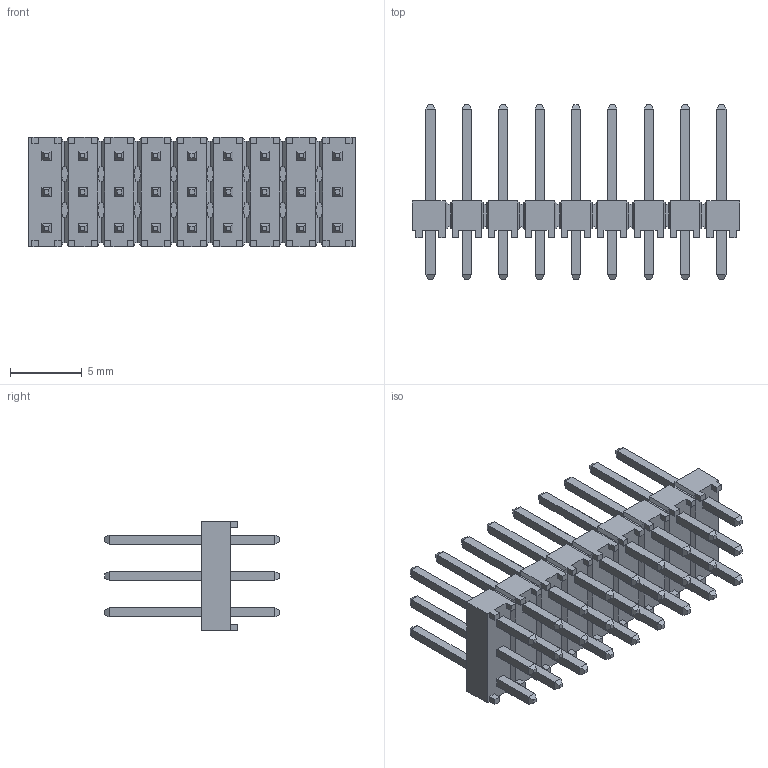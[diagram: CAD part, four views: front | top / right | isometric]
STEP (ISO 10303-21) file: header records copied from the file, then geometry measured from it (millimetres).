
FILE_DESCRIPTION (( 'STEP AP214' ), '1' );
FILE_NAME ('PINHEADER_3X9_2.54MM.STEP', '2021-05-25T13:08:03', ( '' ), ( '' ), 'SwSTEP 2.0', 'SolidWorks 2020', '' );
FILE_SCHEMA (( 'AUTOMOTIVE_DESIGN' ));
Length unit declared in the file: millimetre
Products named in the file (4): TSW-109-24-T-T.stp; _TSW-109-24-T-T_body.stp; PINHEADER_3X9_2.54MM; _T-1S6-17-TSW-1-24-9-T.stp
Assembly tree (3 placements, depth 3):
  PINHEADER_3X9_2.54MM
    TSW-109-24-T-T.stp
      _TSW-109-24-T-T_body.stp
      _T-1S6-17-TSW-1-24-9-T.stp
Bounding box: 22.86 x 12.19 x 7.62 mm (x, y, z)
Volume: 458.7 mm3; surface area: 1772.4 mm2
Topology: 2 solids, 2 shells, 1022 faces, 2548 edges, 1552 vertices
Faces by surface type: plane 1022
Entity records: 29480 total; most frequent: CARTESIAN_POINT 5129, ORIENTED_EDGE 5096, DIRECTION 4606, EDGE_CURVE 2548, LINE 2548, VECTOR 2548, VERTEX_POINT 1552, EDGE_LOOP 1130
